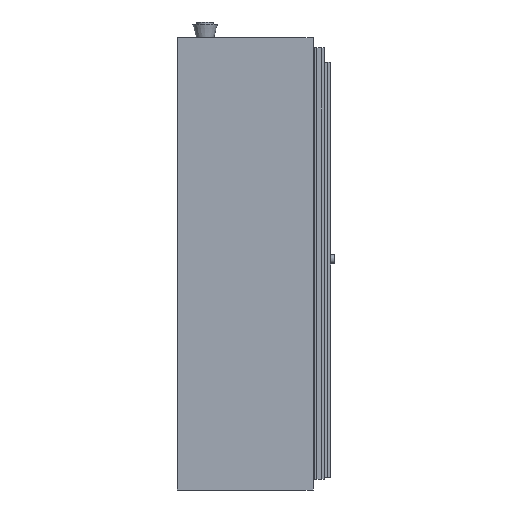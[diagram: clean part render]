
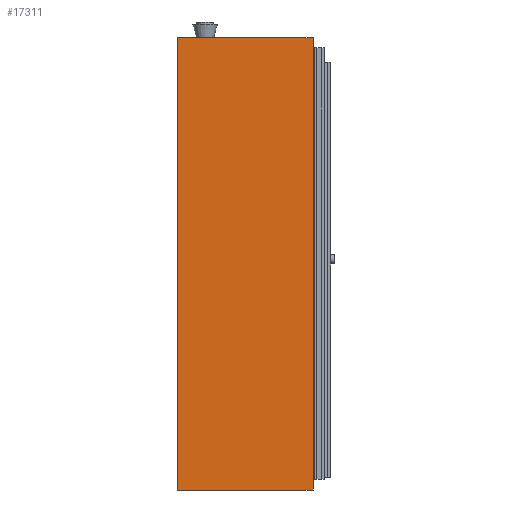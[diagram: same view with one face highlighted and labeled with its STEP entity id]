
A CAD part, left-side view. The second image highlights one B-rep face of the part: STEP entity #17311.
In plain terms, the highlighted planar face has unit normal (-1, 0, 0).
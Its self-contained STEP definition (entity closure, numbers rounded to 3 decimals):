
#816=FACE_OUTER_BOUND('',#1791,.T.);
#1791=EDGE_LOOP('',(#11153,#11154,#11155,#11156));
#2965=LINE('',#23557,#4972);
#2968=LINE('',#23563,#4975);
#2969=LINE('',#23565,#4976);
#2970=LINE('',#23566,#4977);
#4972=VECTOR('',#19655,10.);
#4975=VECTOR('',#19660,10.);
#4976=VECTOR('',#19661,10.);
#4977=VECTOR('',#19662,10.);
#6917=VERTEX_POINT('',#23554);
#6918=VERTEX_POINT('',#23556);
#6920=VERTEX_POINT('',#23562);
#6921=VERTEX_POINT('',#23564);
#8559=EDGE_CURVE('',#6917,#6918,#2965,.T.);
#8562=EDGE_CURVE('',#6920,#6917,#2968,.T.);
#8563=EDGE_CURVE('',#6921,#6920,#2969,.T.);
#8564=EDGE_CURVE('',#6918,#6921,#2970,.T.);
#11153=ORIENTED_EDGE('',*,*,#8562,.F.);
#11154=ORIENTED_EDGE('',*,*,#8563,.F.);
#11155=ORIENTED_EDGE('',*,*,#8564,.F.);
#11156=ORIENTED_EDGE('',*,*,#8559,.F.);
#15605=PLANE('',#18403);
#17311=ADVANCED_FACE('',(#816),#15605,.T.);
#18403=AXIS2_PLACEMENT_3D('',#23561,#19658,#19659);
#19655=DIRECTION('',(0.,0.,1.));
#19658=DIRECTION('center_axis',(-1.,0.,0.));
#19659=DIRECTION('ref_axis',(0.,0.,-1.));
#19660=DIRECTION('',(0.,1.,0.));
#19661=DIRECTION('',(0.,0.,-1.));
#19662=DIRECTION('',(0.,-1.,0.));
#23554=CARTESIAN_POINT('',(-449.053,307.75,-1025.125));
#23556=CARTESIAN_POINT('',(-449.053,307.75,1025.125));
#23557=CARTESIAN_POINT('',(-449.053,307.75,1025.125));
#23561=CARTESIAN_POINT('Origin',(-449.053,0.,1025.125));
#23562=CARTESIAN_POINT('',(-449.053,-307.75,-1025.125));
#23563=CARTESIAN_POINT('',(-449.053,0.,-1025.125));
#23564=CARTESIAN_POINT('',(-449.053,-307.75,1025.125));
#23565=CARTESIAN_POINT('',(-449.053,-307.75,1025.125));
#23566=CARTESIAN_POINT('',(-449.053,0.,1025.125));
